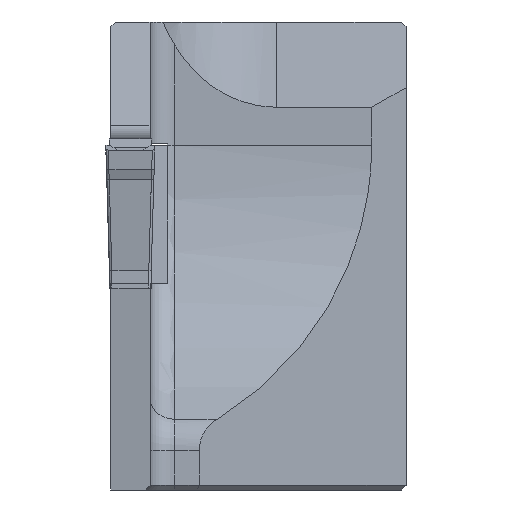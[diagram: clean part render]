
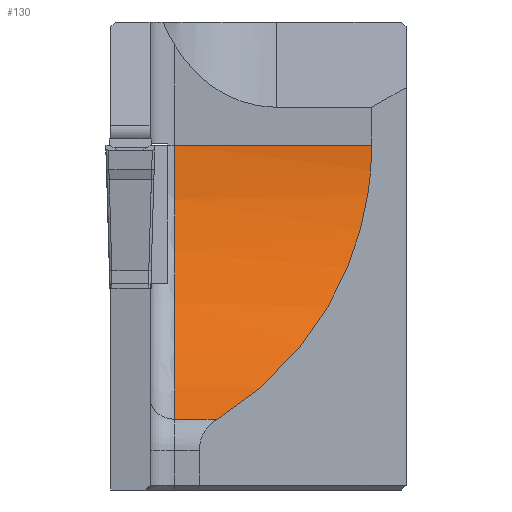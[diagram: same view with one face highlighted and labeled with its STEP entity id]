
A CAD part, left-side view. The second image highlights one B-rep face of the part: STEP entity #130.
In plain terms, the highlighted cylindrical face has radius 13 mm (diameter 26 mm), a partial arc.
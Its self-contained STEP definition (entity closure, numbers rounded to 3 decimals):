
#58=CYLINDRICAL_SURFACE('',#1774,13.);
#86=ELLIPSE('',#1750,18.385,13.);
#130=ADVANCED_FACE('',(#286),#58,.F.);
#286=FACE_OUTER_BOUND('',#377,.T.);
#377=EDGE_LOOP('',(#577,#578,#579,#580));
#461=CIRCLE('',#1773,13.);
#577=ORIENTED_EDGE('',*,*,#1144,.T.);
#578=ORIENTED_EDGE('',*,*,#1134,.T.);
#579=ORIENTED_EDGE('',*,*,#1194,.T.);
#580=ORIENTED_EDGE('',*,*,#1181,.F.);
#977=VERTEX_POINT('',#2390);
#978=VERTEX_POINT('',#2392);
#984=VERTEX_POINT('',#2413);
#1017=VERTEX_POINT('',#2490);
#1134=EDGE_CURVE('',#978,#977,#1375,.T.);
#1144=EDGE_CURVE('',#984,#978,#86,.T.);
#1181=EDGE_CURVE('',#984,#1017,#1410,.T.);
#1194=EDGE_CURVE('',#977,#1017,#461,.T.);
#1375=LINE('',#2391,#1565);
#1410=LINE('',#2489,#1600);
#1565=VECTOR('',#1907,1.);
#1600=VECTOR('',#1982,1.);
#1750=AXIS2_PLACEMENT_3D('',#2412,#1923,#1924);
#1773=AXIS2_PLACEMENT_3D('',#2513,#2010,#2011);
#1774=AXIS2_PLACEMENT_3D('',#2514,#2012,#2013);
#1907=DIRECTION('',(0.,1.,0.));
#1923=DIRECTION('',(-0.707,-0.707,0.));
#1924=DIRECTION('',(-0.707,0.707,0.));
#1982=DIRECTION('',(0.,1.,0.));
#2010=DIRECTION('',(0.,1.,0.));
#2011=DIRECTION('',(0.,0.,1.));
#2012=DIRECTION('',(0.,1.,0.));
#2013=DIRECTION('',(0.,0.,-1.));
#2390=CARTESIAN_POINT('',(13.,-2.6,0.));
#2391=CARTESIAN_POINT('',(13.,-16.65,0.));
#2392=CARTESIAN_POINT('',(13.,-10.6,0.));
#2412=CARTESIAN_POINT('',(0.,2.4,0.));
#2413=CARTESIAN_POINT('',(6.724,-4.324,-11.126));
#2489=CARTESIAN_POINT('',(6.724,-16.65,-11.126));
#2490=CARTESIAN_POINT('',(6.724,-2.6,-11.126));
#2513=CARTESIAN_POINT('',(0.,-2.6,0.));
#2514=CARTESIAN_POINT('',(0.,-16.65,0.));
